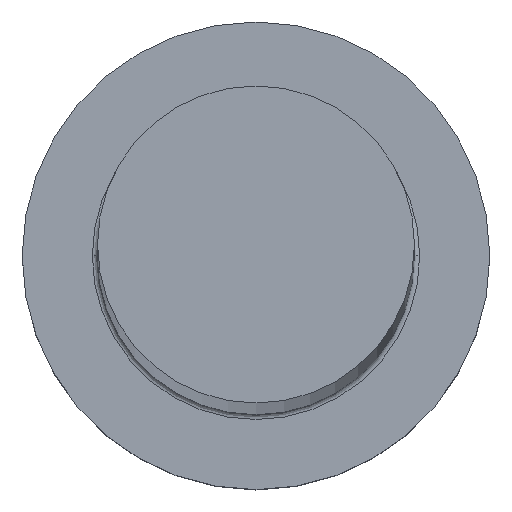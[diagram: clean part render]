
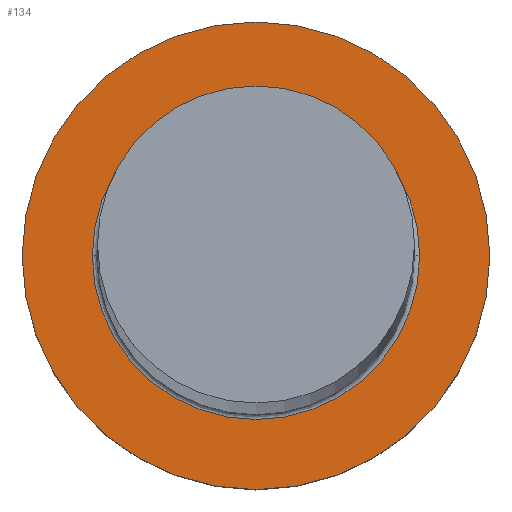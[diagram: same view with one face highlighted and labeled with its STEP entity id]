
A CAD part, top view. The second image highlights one B-rep face of the part: STEP entity #134.
In plain terms, the highlighted planar face has unit normal (0, 0, 1).
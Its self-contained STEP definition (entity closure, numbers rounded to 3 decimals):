
#5 = CARTESIAN_POINT ( 'NONE',  ( 0., 0., 7. ) ) ;
#6 = CARTESIAN_POINT ( 'NONE',  ( 0., 0., 7. ) ) ;
#9 = AXIS2_PLACEMENT_3D ( 'NONE', #294, #270, #206 ) ;
#10 = DIRECTION ( 'NONE',  ( 0., 0., -1. ) ) ;
#11 = CIRCLE ( 'NONE', #9, 6.3 ) ;
#24 = AXIS2_PLACEMENT_3D ( 'NONE', #5, #104, #37 ) ;
#31 = AXIS2_PLACEMENT_3D ( 'NONE', #103, #173, #195 ) ;
#37 = DIRECTION ( 'NONE',  ( 1., 0., 0. ) ) ;
#44 = AXIS2_PLACEMENT_3D ( 'NONE', #6, #10, #251 ) ;
#46 = VERTEX_POINT ( 'NONE', #75 ) ;
#61 = CARTESIAN_POINT ( 'NONE',  ( -6.3, 0., 7. ) ) ;
#72 = CIRCLE ( 'NONE', #24, 9. ) ;
#73 = VERTEX_POINT ( 'NONE', #196 ) ;
#75 = CARTESIAN_POINT ( 'NONE',  ( 9., 0., 7. ) ) ;
#80 = EDGE_CURVE ( 'NONE', #46, #97, #226, .T. ) ;
#81 = DIRECTION ( 'NONE',  ( 1., 0., 0. ) ) ;
#86 = FACE_BOUND ( 'NONE', #220, .T. ) ;
#97 = VERTEX_POINT ( 'NONE', #174 ) ;
#103 = CARTESIAN_POINT ( 'NONE',  ( 0., 0., 7. ) ) ;
#104 = DIRECTION ( 'NONE',  ( 0., 0., 1. ) ) ;
#112 = FACE_OUTER_BOUND ( 'NONE', #146, .T. ) ;
#116 = EDGE_CURVE ( 'NONE', #97, #46, #72, .T. ) ;
#119 = ORIENTED_EDGE ( 'NONE', *, *, #201, .T. ) ;
#134 = ADVANCED_FACE ( 'NONE', ( #86, #112 ), #164, .T. ) ;
#142 = CARTESIAN_POINT ( 'NONE',  ( 0., 0., 7. ) ) ;
#146 = EDGE_LOOP ( 'NONE', ( #177, #237 ) ) ;
#164 = PLANE ( 'NONE',  #304 ) ;
#173 = DIRECTION ( 'NONE',  ( 0., 0., 1. ) ) ;
#174 = CARTESIAN_POINT ( 'NONE',  ( -9., 0., 7. ) ) ;
#177 = ORIENTED_EDGE ( 'NONE', *, *, #116, .T. ) ;
#195 = DIRECTION ( 'NONE',  ( 1., 0., 0. ) ) ;
#196 = CARTESIAN_POINT ( 'NONE',  ( 6.3, 0., 7. ) ) ;
#201 = EDGE_CURVE ( 'NONE', #233, #73, #245, .T. ) ;
#206 = DIRECTION ( 'NONE',  ( 1., 0., 0. ) ) ;
#218 = ORIENTED_EDGE ( 'NONE', *, *, #240, .T. ) ;
#220 = EDGE_LOOP ( 'NONE', ( #218, #119 ) ) ;
#226 = CIRCLE ( 'NONE', #31, 9. ) ;
#233 = VERTEX_POINT ( 'NONE', #61 ) ;
#237 = ORIENTED_EDGE ( 'NONE', *, *, #80, .T. ) ;
#240 = EDGE_CURVE ( 'NONE', #73, #233, #11, .T. ) ;
#245 = CIRCLE ( 'NONE', #44, 6.3 ) ;
#247 = DIRECTION ( 'NONE',  ( 0., 0., 1. ) ) ;
#251 = DIRECTION ( 'NONE',  ( 1., 0., 0. ) ) ;
#270 = DIRECTION ( 'NONE',  ( 0., 0., -1. ) ) ;
#294 = CARTESIAN_POINT ( 'NONE',  ( 0., 0., 7. ) ) ;
#304 = AXIS2_PLACEMENT_3D ( 'NONE', #142, #247, #81 ) ;
